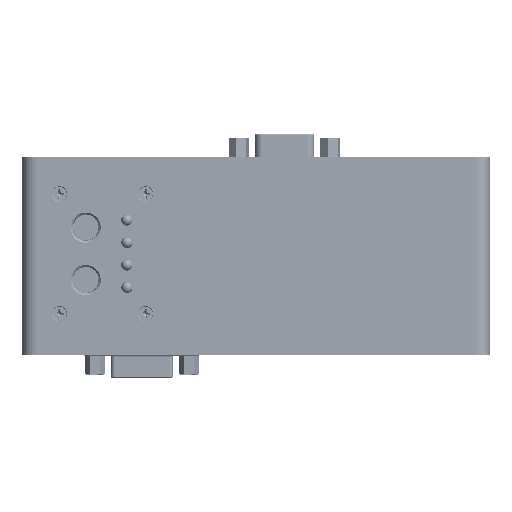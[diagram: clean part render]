
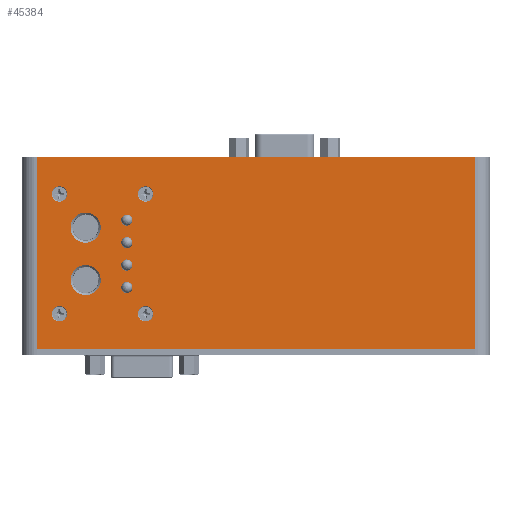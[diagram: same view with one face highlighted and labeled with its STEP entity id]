
A CAD part, top view. The second image highlights one B-rep face of the part: STEP entity #45384.
In plain terms, the highlighted planar face has unit normal (0, 0, 1).
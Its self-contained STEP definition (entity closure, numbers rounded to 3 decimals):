
#1579=FACE_BOUND('',#7955,.T.);
#1580=FACE_BOUND('',#7956,.T.);
#1581=FACE_BOUND('',#7957,.T.);
#1582=FACE_BOUND('',#7958,.T.);
#1583=FACE_BOUND('',#7959,.T.);
#1584=FACE_BOUND('',#7960,.T.);
#1585=FACE_BOUND('',#7961,.T.);
#1586=FACE_BOUND('',#7962,.T.);
#1587=FACE_BOUND('',#7963,.T.);
#1588=FACE_BOUND('',#7964,.T.);
#2475=PLANE('',#49349);
#5331=FACE_OUTER_BOUND('',#7954,.T.);
#7954=EDGE_LOOP('',(#37776,#37777,#37778,#37779));
#7955=EDGE_LOOP('',(#37780));
#7956=EDGE_LOOP('',(#37781));
#7957=EDGE_LOOP('',(#37782));
#7958=EDGE_LOOP('',(#37783,#37784));
#7959=EDGE_LOOP('',(#37785,#37786));
#7960=EDGE_LOOP('',(#37787,#37788));
#7961=EDGE_LOOP('',(#37789,#37790));
#7962=EDGE_LOOP('',(#37791));
#7963=EDGE_LOOP('',(#37792));
#7964=EDGE_LOOP('',(#37793));
#11605=LINE('',#71442,#16199);
#11681=LINE('',#71813,#16275);
#11693=LINE('',#71845,#16287);
#11694=LINE('',#71847,#16288);
#16199=VECTOR('',#57919,10.);
#16275=VECTOR('',#58307,10.);
#16287=VECTOR('',#58347,10.);
#16288=VECTOR('',#58350,10.);
#19478=CIRCLE('',#49290,4.025);
#19480=CIRCLE('',#49293,2.05);
#19481=CIRCLE('',#49294,2.05);
#19484=CIRCLE('',#49298,2.05);
#19485=CIRCLE('',#49299,2.05);
#19488=CIRCLE('',#49303,2.05);
#19489=CIRCLE('',#49304,2.05);
#19492=CIRCLE('',#49308,2.05);
#19493=CIRCLE('',#49309,2.05);
#19496=CIRCLE('',#49313,4.025);
#19497=CIRCLE('',#49315,1.5);
#19498=CIRCLE('',#49317,1.5);
#19499=CIRCLE('',#49319,1.5);
#19500=CIRCLE('',#49321,1.5);
#22273=VERTEX_POINT('',#71439);
#22274=VERTEX_POINT('',#71441);
#22385=VERTEX_POINT('',#71723);
#22388=VERTEX_POINT('',#71730);
#22389=VERTEX_POINT('',#71732);
#22392=VERTEX_POINT('',#71740);
#22393=VERTEX_POINT('',#71742);
#22396=VERTEX_POINT('',#71750);
#22397=VERTEX_POINT('',#71752);
#22400=VERTEX_POINT('',#71760);
#22401=VERTEX_POINT('',#71762);
#22403=VERTEX_POINT('',#71769);
#22404=VERTEX_POINT('',#71773);
#22405=VERTEX_POINT('',#71777);
#22406=VERTEX_POINT('',#71781);
#22407=VERTEX_POINT('',#71785);
#22409=VERTEX_POINT('',#71802);
#22412=VERTEX_POINT('',#71810);
#27682=EDGE_CURVE('',#22274,#22273,#11605,.T.);
#27823=EDGE_CURVE('',#22385,#22385,#19478,.T.);
#27826=EDGE_CURVE('',#22389,#22388,#19480,.T.);
#27827=EDGE_CURVE('',#22388,#22389,#19481,.T.);
#27831=EDGE_CURVE('',#22393,#22392,#19484,.T.);
#27832=EDGE_CURVE('',#22392,#22393,#19485,.T.);
#27836=EDGE_CURVE('',#22397,#22396,#19488,.T.);
#27837=EDGE_CURVE('',#22396,#22397,#19489,.T.);
#27841=EDGE_CURVE('',#22401,#22400,#19492,.T.);
#27842=EDGE_CURVE('',#22400,#22401,#19493,.T.);
#27846=EDGE_CURVE('',#22403,#22403,#19496,.T.);
#27847=EDGE_CURVE('',#22404,#22404,#19497,.T.);
#27849=EDGE_CURVE('',#22405,#22405,#19498,.T.);
#27851=EDGE_CURVE('',#22406,#22406,#19499,.T.);
#27853=EDGE_CURVE('',#22407,#22407,#19500,.T.);
#27866=EDGE_CURVE('',#22412,#22409,#11681,.T.);
#27883=EDGE_CURVE('',#22274,#22412,#11693,.T.);
#27884=EDGE_CURVE('',#22409,#22273,#11694,.T.);
#37776=ORIENTED_EDGE('',*,*,#27866,.F.);
#37777=ORIENTED_EDGE('',*,*,#27883,.F.);
#37778=ORIENTED_EDGE('',*,*,#27682,.T.);
#37779=ORIENTED_EDGE('',*,*,#27884,.F.);
#37780=ORIENTED_EDGE('',*,*,#27851,.F.);
#37781=ORIENTED_EDGE('',*,*,#27847,.F.);
#37782=ORIENTED_EDGE('',*,*,#27846,.F.);
#37783=ORIENTED_EDGE('',*,*,#27841,.T.);
#37784=ORIENTED_EDGE('',*,*,#27842,.T.);
#37785=ORIENTED_EDGE('',*,*,#27836,.T.);
#37786=ORIENTED_EDGE('',*,*,#27837,.T.);
#37787=ORIENTED_EDGE('',*,*,#27831,.T.);
#37788=ORIENTED_EDGE('',*,*,#27832,.T.);
#37789=ORIENTED_EDGE('',*,*,#27826,.T.);
#37790=ORIENTED_EDGE('',*,*,#27827,.T.);
#37791=ORIENTED_EDGE('',*,*,#27823,.F.);
#37792=ORIENTED_EDGE('',*,*,#27853,.F.);
#37793=ORIENTED_EDGE('',*,*,#27849,.F.);
#45384=ADVANCED_FACE('',(#5331,#1579,#1580,#1581,#1582,#1583,#1584,#1585,
#1586,#1587,#1588),#2475,.T.);
#49290=AXIS2_PLACEMENT_3D('',#71725,#58202,#58203);
#49293=AXIS2_PLACEMENT_3D('',#71733,#58209,#58210);
#49294=AXIS2_PLACEMENT_3D('',#71734,#58211,#58212);
#49298=AXIS2_PLACEMENT_3D('',#71743,#58220,#58221);
#49299=AXIS2_PLACEMENT_3D('',#71744,#58222,#58223);
#49303=AXIS2_PLACEMENT_3D('',#71753,#58231,#58232);
#49304=AXIS2_PLACEMENT_3D('',#71754,#58233,#58234);
#49308=AXIS2_PLACEMENT_3D('',#71763,#58242,#58243);
#49309=AXIS2_PLACEMENT_3D('',#71764,#58244,#58245);
#49313=AXIS2_PLACEMENT_3D('',#71771,#58253,#58254);
#49315=AXIS2_PLACEMENT_3D('',#71774,#58257,#58258);
#49317=AXIS2_PLACEMENT_3D('',#71778,#58262,#58263);
#49319=AXIS2_PLACEMENT_3D('',#71782,#58267,#58268);
#49321=AXIS2_PLACEMENT_3D('',#71786,#58272,#58273);
#49349=AXIS2_PLACEMENT_3D('',#71846,#58348,#58349);
#57919=DIRECTION('',(1.,0.,0.));
#58202=DIRECTION('center_axis',(0.,0.,1.));
#58203=DIRECTION('ref_axis',(-1.,0.,0.));
#58209=DIRECTION('center_axis',(0.,0.,-1.));
#58210=DIRECTION('ref_axis',(1.,0.,0.));
#58211=DIRECTION('center_axis',(0.,0.,-1.));
#58212=DIRECTION('ref_axis',(1.,0.,0.));
#58220=DIRECTION('center_axis',(0.,0.,-1.));
#58221=DIRECTION('ref_axis',(1.,0.,0.));
#58222=DIRECTION('center_axis',(0.,0.,-1.));
#58223=DIRECTION('ref_axis',(1.,0.,0.));
#58231=DIRECTION('center_axis',(0.,0.,-1.));
#58232=DIRECTION('ref_axis',(1.,0.,0.));
#58233=DIRECTION('center_axis',(0.,0.,-1.));
#58234=DIRECTION('ref_axis',(1.,0.,0.));
#58242=DIRECTION('center_axis',(0.,0.,-1.));
#58243=DIRECTION('ref_axis',(1.,0.,0.));
#58244=DIRECTION('center_axis',(0.,0.,-1.));
#58245=DIRECTION('ref_axis',(1.,0.,0.));
#58253=DIRECTION('center_axis',(0.,0.,1.));
#58254=DIRECTION('ref_axis',(-1.,0.,0.));
#58257=DIRECTION('center_axis',(0.,0.,1.));
#58258=DIRECTION('ref_axis',(-1.,0.,0.));
#58262=DIRECTION('center_axis',(0.,0.,1.));
#58263=DIRECTION('ref_axis',(-1.,0.,0.));
#58267=DIRECTION('center_axis',(0.,0.,1.));
#58268=DIRECTION('ref_axis',(-1.,0.,0.));
#58272=DIRECTION('center_axis',(0.,0.,1.));
#58273=DIRECTION('ref_axis',(-1.,0.,0.));
#58307=DIRECTION('',(1.,0.,0.));
#58347=DIRECTION('',(0.,1.,0.));
#58348=DIRECTION('center_axis',(0.,0.,1.));
#58349=DIRECTION('ref_axis',(-1.,0.,0.));
#58350=DIRECTION('',(0.,-1.,0.));
#71439=CARTESIAN_POINT('',(113.5,-50.,23.105));
#71441=CARTESIAN_POINT('',(-3.5,-50.,23.105));
#71442=CARTESIAN_POINT('',(86.25,-50.,23.105));
#71723=CARTESIAN_POINT('',(13.525,-31.5,23.105));
#71725=CARTESIAN_POINT('Origin',(9.5,-31.5,23.105));
#71730=CARTESIAN_POINT('',(0.45,-40.5,23.105));
#71732=CARTESIAN_POINT('',(4.55,-40.5,23.105));
#71733=CARTESIAN_POINT('Origin',(2.5,-40.5,23.105));
#71734=CARTESIAN_POINT('Origin',(2.5,-40.5,23.105));
#71740=CARTESIAN_POINT('',(23.45,-40.5,23.105));
#71742=CARTESIAN_POINT('',(27.55,-40.5,23.105));
#71743=CARTESIAN_POINT('Origin',(25.5,-40.5,23.105));
#71744=CARTESIAN_POINT('Origin',(25.5,-40.5,23.105));
#71750=CARTESIAN_POINT('',(23.45,-8.5,23.105));
#71752=CARTESIAN_POINT('',(27.55,-8.5,23.105));
#71753=CARTESIAN_POINT('Origin',(25.5,-8.5,23.105));
#71754=CARTESIAN_POINT('Origin',(25.5,-8.5,23.105));
#71760=CARTESIAN_POINT('',(0.45,-8.5,23.105));
#71762=CARTESIAN_POINT('',(4.55,-8.5,23.105));
#71763=CARTESIAN_POINT('Origin',(2.5,-8.5,23.105));
#71764=CARTESIAN_POINT('Origin',(2.5,-8.5,23.105));
#71769=CARTESIAN_POINT('',(13.525,-17.5,23.105));
#71771=CARTESIAN_POINT('Origin',(9.5,-17.5,23.105));
#71773=CARTESIAN_POINT('',(22.,-33.5,23.105));
#71774=CARTESIAN_POINT('Origin',(20.5,-33.5,23.105));
#71777=CARTESIAN_POINT('',(22.,-15.5,23.105));
#71778=CARTESIAN_POINT('Origin',(20.5,-15.5,23.105));
#71781=CARTESIAN_POINT('',(22.,-21.5,23.105));
#71782=CARTESIAN_POINT('Origin',(20.5,-21.5,23.105));
#71785=CARTESIAN_POINT('',(22.,-27.5,23.105));
#71786=CARTESIAN_POINT('Origin',(20.5,-27.5,23.105));
#71802=CARTESIAN_POINT('',(113.5,1.3,23.105));
#71810=CARTESIAN_POINT('',(-3.5,1.3,23.105));
#71813=CARTESIAN_POINT('',(86.25,1.3,23.105));
#71845=CARTESIAN_POINT('',(-3.5,0.,23.105));
#71846=CARTESIAN_POINT('Origin',(117.5,0.,23.105));
#71847=CARTESIAN_POINT('',(113.5,0.,23.105));
